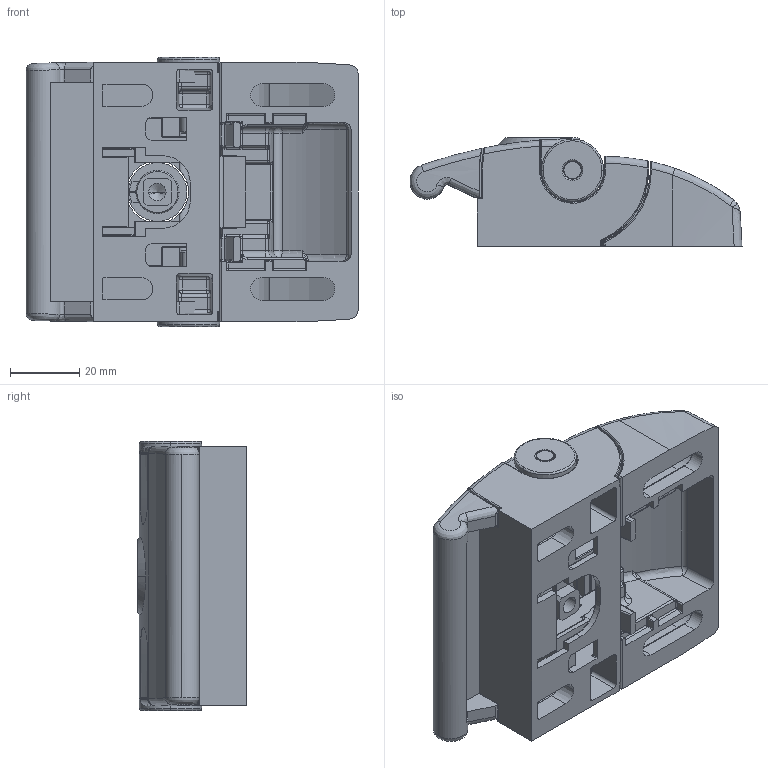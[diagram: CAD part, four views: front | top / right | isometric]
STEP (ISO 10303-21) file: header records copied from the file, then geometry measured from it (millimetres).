
FILE_DESCRIPTION (( 'STEP AP203' ), '1' );
FILE_NAME ('151154.step', '2021-06-07T11:26:02', ( '' ), ( '' ), 'SwSTEP 2.0', 'SolidWorks 2021', '' );
FILE_SCHEMA (( 'CONFIG_CONTROL_DESIGN' ));
Length unit declared in the file: millimetre
Products named in the file (1): 151154
Bounding box: 96.01 x 31.57 x 77.81 mm (x, y, z)
Volume: 82523 mm3; surface area: 57823.7 mm2
Topology: 11 solids, 11 shells, 2311 faces, 5878 edges, 3407 vertices
Faces by surface type: plane 820, cylinder 759, bspline 388, torus 187, sphere 133, cone 24
Entity records: 83929 total; most frequent: CARTESIAN_POINT 32120, ORIENTED_EDGE 11378, DIRECTION 10344, EDGE_CURVE 5689, AXIS2_PLACEMENT_3D 3771, VERTEX_POINT 3395, LINE 2802, VECTOR 2802
